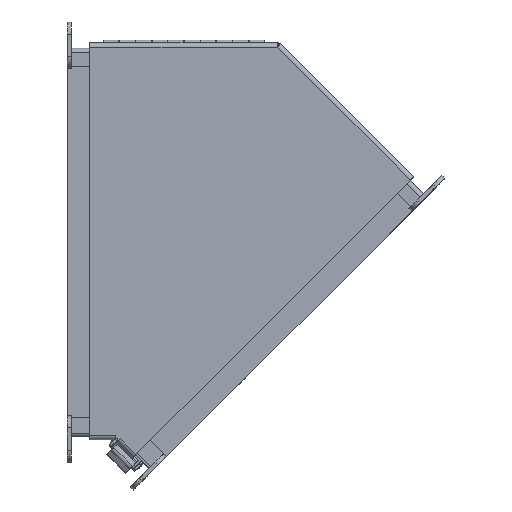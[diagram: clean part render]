
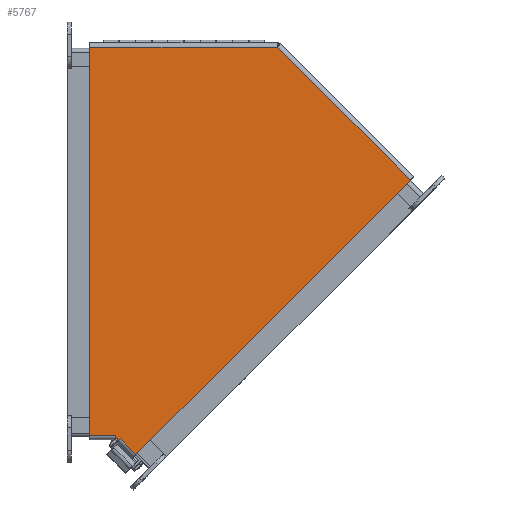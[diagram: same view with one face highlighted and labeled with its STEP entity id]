
A CAD part, top view. The second image highlights one B-rep face of the part: STEP entity #5767.
In plain terms, the highlighted planar face has unit normal (0, 0, 1).
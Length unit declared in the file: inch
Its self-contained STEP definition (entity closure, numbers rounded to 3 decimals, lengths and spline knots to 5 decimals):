
#610=FACE_OUTER_BOUND('',#938,.T.);
#938=EDGE_LOOP('',(#4057,#4058,#4059,#4060,#4061,#4062,#4063,#4064,#4065,
#4066,#4067,#4068,#4069));
#1400=LINE('',#8661,#1973);
#1406=LINE('',#8679,#1979);
#1409=LINE('',#8686,#1982);
#1413=LINE('',#8693,#1986);
#1415=LINE('',#8697,#1988);
#1416=LINE('',#8699,#1989);
#1417=LINE('',#8701,#1990);
#1418=LINE('',#8703,#1991);
#1419=LINE('',#8705,#1992);
#1420=LINE('',#8707,#1993);
#1421=LINE('',#8709,#1994);
#1422=LINE('',#8711,#1995);
#1423=LINE('',#8712,#1996);
#1973=VECTOR('',#6903,0.6875);
#1979=VECTOR('',#6927,0.0002);
#1982=VECTOR('',#6932,0.0627);
#1986=VECTOR('',#6938,0.0002);
#1988=VECTOR('',#6942,12.00825);
#1989=VECTOR('',#6943,5.81237);
#1990=VECTOR('',#6944,5.81237);
#1991=VECTOR('',#6945,12.00825);
#1992=VECTOR('',#6946,0.8123);
#1993=VECTOR('',#6947,0.0002);
#1994=VECTOR('',#6948,0.0002);
#1995=VECTOR('',#6949,0.0627);
#1996=VECTOR('',#6950,0.1248);
#2505=VERTEX_POINT('',#8658);
#2506=VERTEX_POINT('',#8660);
#2509=VERTEX_POINT('',#8678);
#2511=VERTEX_POINT('',#8684);
#2512=VERTEX_POINT('',#8685);
#2515=VERTEX_POINT('',#8696);
#2516=VERTEX_POINT('',#8698);
#2517=VERTEX_POINT('',#8700);
#2518=VERTEX_POINT('',#8702);
#2519=VERTEX_POINT('',#8704);
#2520=VERTEX_POINT('',#8706);
#2521=VERTEX_POINT('',#8708);
#2522=VERTEX_POINT('',#8710);
#3089=EDGE_CURVE('',#2506,#2505,#1400,.T.);
#3098=EDGE_CURVE('',#2509,#2506,#1406,.T.);
#3101=EDGE_CURVE('',#2511,#2512,#1409,.T.);
#3105=EDGE_CURVE('',#2512,#2509,#1413,.T.);
#3107=EDGE_CURVE('',#2515,#2505,#1415,.T.);
#3108=EDGE_CURVE('',#2515,#2516,#1416,.T.);
#3109=EDGE_CURVE('',#2516,#2517,#1417,.T.);
#3110=EDGE_CURVE('',#2518,#2517,#1418,.T.);
#3111=EDGE_CURVE('',#2518,#2519,#1419,.T.);
#3112=EDGE_CURVE('',#2519,#2520,#1420,.T.);
#3113=EDGE_CURVE('',#2520,#2521,#1421,.T.);
#3114=EDGE_CURVE('',#2521,#2522,#1422,.T.);
#3115=EDGE_CURVE('',#2511,#2522,#1423,.T.);
#4057=ORIENTED_EDGE('',*,*,#3101,.T.);
#4058=ORIENTED_EDGE('',*,*,#3105,.T.);
#4059=ORIENTED_EDGE('',*,*,#3098,.T.);
#4060=ORIENTED_EDGE('',*,*,#3089,.T.);
#4061=ORIENTED_EDGE('',*,*,#3107,.F.);
#4062=ORIENTED_EDGE('',*,*,#3108,.T.);
#4063=ORIENTED_EDGE('',*,*,#3109,.T.);
#4064=ORIENTED_EDGE('',*,*,#3110,.F.);
#4065=ORIENTED_EDGE('',*,*,#3111,.T.);
#4066=ORIENTED_EDGE('',*,*,#3112,.T.);
#4067=ORIENTED_EDGE('',*,*,#3113,.T.);
#4068=ORIENTED_EDGE('',*,*,#3114,.T.);
#4069=ORIENTED_EDGE('',*,*,#3115,.F.);
#5325=PLANE('',#6136);
#5767=ADVANCED_FACE('',(#610),#5325,.T.);
#6136=AXIS2_PLACEMENT_3D('',#8695,#6940,#6941);
#6903=DIRECTION('',(0.707,-0.707,0.));
#6927=DIRECTION('',(-0.707,-0.707,0.));
#6932=DIRECTION('',(0.707,0.707,0.));
#6938=DIRECTION('',(0.707,-0.707,0.));
#6940=DIRECTION('center_axis',(0.,0.,1.));
#6941=DIRECTION('ref_axis',(1.,0.,0.));
#6942=DIRECTION('',(-0.707,-0.707,0.));
#6943=DIRECTION('',(-0.707,0.707,0.));
#6944=DIRECTION('',(-1.,0.,0.));
#6945=DIRECTION('',(0.,1.,0.));
#6946=DIRECTION('',(1.,0.,0.));
#6947=DIRECTION('',(0.,1.,0.));
#6948=DIRECTION('',(1.,0.,0.));
#6949=DIRECTION('',(0.,-1.,0.));
#6950=DIRECTION('',(-0.707,0.707,0.));
#8658=CARTESIAN_POINT('',(1.43122,-12.73758,0.074));
#8660=CARTESIAN_POINT('',(0.94508,-12.25144,0.074));
#8661=CARTESIAN_POINT('',(-0.07235,-11.23401,0.074));
#8678=CARTESIAN_POINT('',(0.94522,-12.2513,0.074));
#8679=CARTESIAN_POINT('',(3.27266,-9.92387,0.074));
#8684=CARTESIAN_POINT('',(0.90075,-12.2955,0.074));
#8685=CARTESIAN_POINT('',(0.94508,-12.25116,0.074));
#8686=CARTESIAN_POINT('',(3.25035,-9.9459,0.074));
#8693=CARTESIAN_POINT('',(-0.07228,-11.2338,0.074));
#8695=CARTESIAN_POINT('Origin',(3.56523,-5.56157,0.074));
#8696=CARTESIAN_POINT('',(9.92233,-4.24647,0.074));
#8697=CARTESIAN_POINT('',(10.01885,-4.14995,0.074));
#8698=CARTESIAN_POINT('',(5.81237,-0.1365,0.074));
#8699=CARTESIAN_POINT('',(8.66183,-2.98597,0.074));
#8700=CARTESIAN_POINT('',(0.,-0.1365,0.074));
#8701=CARTESIAN_POINT('',(4.6888,-0.1365,0.074));
#8702=CARTESIAN_POINT('',(0.,-12.14475,0.074));
#8703=CARTESIAN_POINT('',(0.,-12.20725,0.074));
#8704=CARTESIAN_POINT('',(0.8123,-12.14475,0.074));
#8705=CARTESIAN_POINT('',(1.78261,-12.14475,0.074));
#8706=CARTESIAN_POINT('',(0.8123,-12.14455,0.074));
#8707=CARTESIAN_POINT('',(0.8123,-8.88441,0.074));
#8708=CARTESIAN_POINT('',(0.8125,-12.14455,0.074));
#8709=CARTESIAN_POINT('',(2.18876,-12.14455,0.074));
#8710=CARTESIAN_POINT('',(0.8125,-12.20725,0.074));
#8711=CARTESIAN_POINT('',(0.8125,-8.85306,0.074));
#8712=CARTESIAN_POINT('',(1.38702,-12.78177,0.074));
